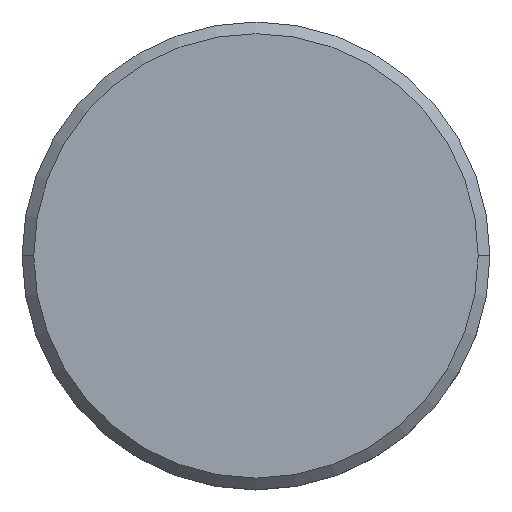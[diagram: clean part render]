
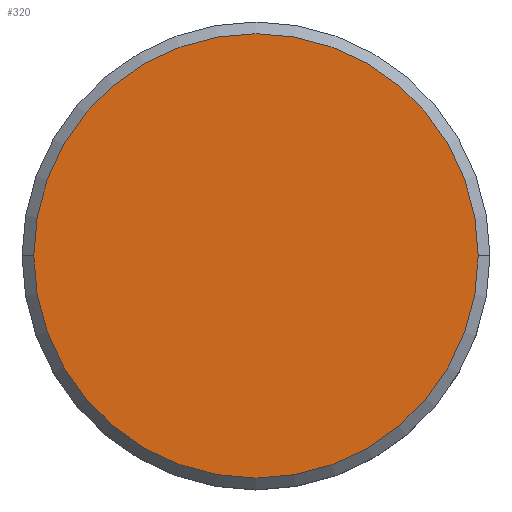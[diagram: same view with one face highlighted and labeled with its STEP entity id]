
A CAD part, top view. The second image highlights one B-rep face of the part: STEP entity #320.
In plain terms, the highlighted planar face has unit normal (0, 0, 1).
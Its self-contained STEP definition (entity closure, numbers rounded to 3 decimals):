
#37 = EDGE_LOOP ( 'NONE', ( #580, #565 ) ) ;
#48 = DIRECTION ( 'NONE',  ( 0., 0., 1. ) ) ;
#58 = CARTESIAN_POINT ( 'NONE',  ( -9.5, 0., 0. ) ) ;
#101 = CARTESIAN_POINT ( 'NONE',  ( 0., 0., 0. ) ) ;
#131 = FACE_OUTER_BOUND ( 'NONE', #37, .T. ) ;
#163 = AXIS2_PLACEMENT_3D ( 'NONE', #101, #48, #291 ) ;
#185 = CIRCLE ( 'NONE', #163, 9.5 ) ;
#250 = VERTEX_POINT ( 'NONE', #58 ) ;
#257 = AXIS2_PLACEMENT_3D ( 'NONE', #559, #296, #524 ) ;
#260 = DIRECTION ( 'NONE',  ( 1., 0., 0. ) ) ;
#275 = EDGE_CURVE ( 'NONE', #382, #250, #339, .T. ) ;
#291 = DIRECTION ( 'NONE',  ( 1., 0., 0. ) ) ;
#296 = DIRECTION ( 'NONE',  ( 0., 0., 1. ) ) ;
#320 = ADVANCED_FACE ( 'NONE', ( #131 ), #466, .T. ) ;
#323 = CARTESIAN_POINT ( 'NONE',  ( 9.5, 0., 0. ) ) ;
#339 = CIRCLE ( 'NONE', #463, 9.5 ) ;
#382 = VERTEX_POINT ( 'NONE', #323 ) ;
#451 = EDGE_CURVE ( 'NONE', #250, #382, #185, .T. ) ;
#463 = AXIS2_PLACEMENT_3D ( 'NONE', #486, #572, #260 ) ;
#466 = PLANE ( 'NONE',  #257 ) ;
#486 = CARTESIAN_POINT ( 'NONE',  ( 0., 0., 0. ) ) ;
#524 = DIRECTION ( 'NONE',  ( 1., 0., 0. ) ) ;
#559 = CARTESIAN_POINT ( 'NONE',  ( 0., 0., 0. ) ) ;
#565 = ORIENTED_EDGE ( 'NONE', *, *, #275, .T. ) ;
#572 = DIRECTION ( 'NONE',  ( 0., 0., 1. ) ) ;
#580 = ORIENTED_EDGE ( 'NONE', *, *, #451, .T. ) ;
